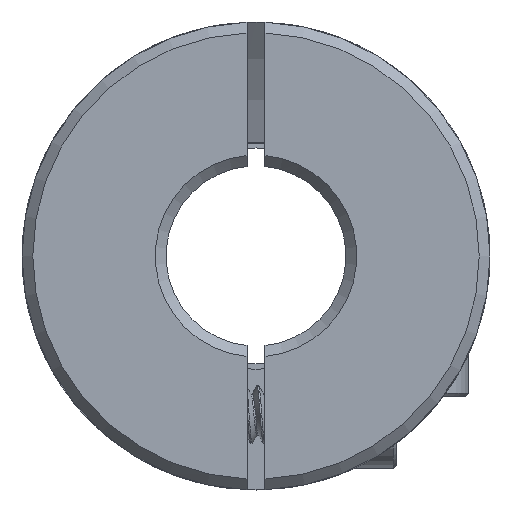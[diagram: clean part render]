
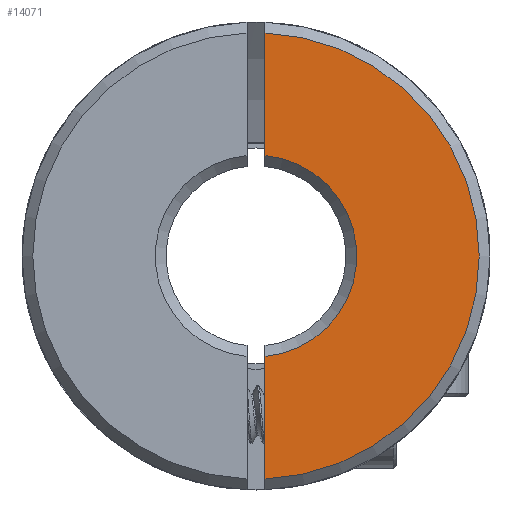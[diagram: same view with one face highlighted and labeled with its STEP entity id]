
A CAD part, front view. The second image highlights one B-rep face of the part: STEP entity #14071.
In plain terms, the highlighted planar face has unit normal (0, -1, 0).
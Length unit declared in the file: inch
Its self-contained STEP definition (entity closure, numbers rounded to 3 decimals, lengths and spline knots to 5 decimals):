
#694 = PLANE ( 'NONE',  #4423 ) ;
#1044 = VECTOR ( 'NONE', #3557, 39.37008 ) ;
#1640 = CIRCLE ( 'NONE', #13627, 0.11024 ) ;
#2021 = VERTEX_POINT ( 'NONE', #8136 ) ;
#2128 = ORIENTED_EDGE ( 'NONE', *, *, #8967, .F. ) ;
#2521 = EDGE_CURVE ( 'NONE', #6791, #8050, #8550, .T. ) ;
#2760 = AXIS2_PLACEMENT_3D ( 'NONE', #7900, #6806, #9049 ) ;
#3080 = DIRECTION ( 'NONE',  ( 0., 0., -1. ) ) ;
#3538 = ORIENTED_EDGE ( 'NONE', *, *, #13918, .T. ) ;
#3557 = DIRECTION ( 'NONE',  ( 0., 0., -1. ) ) ;
#4022 = DIRECTION ( 'NONE',  ( 0., 1., 0. ) ) ;
#4121 = VERTEX_POINT ( 'NONE', #13919 ) ;
#4423 = AXIS2_PLACEMENT_3D ( 'NONE', #13900, #4022, #12007 ) ;
#4522 = EDGE_CURVE ( 'NONE', #4121, #2021, #11051, .T. ) ;
#5156 = CARTESIAN_POINT ( 'NONE',  ( 0.00984, 0., 0.1098 ) ) ;
#5520 = CIRCLE ( 'NONE', #2760, 0.24409 ) ;
#5707 = CARTESIAN_POINT ( 'NONE',  ( 0.00984, 0., 0. ) ) ;
#6791 = VERTEX_POINT ( 'NONE', #8350 ) ;
#6806 = DIRECTION ( 'NONE',  ( 0., 1., 0. ) ) ;
#7712 = DIRECTION ( 'NONE',  ( 0., 1., 0. ) ) ;
#7900 = CARTESIAN_POINT ( 'NONE',  ( 0., 0., 0. ) ) ;
#8050 = VERTEX_POINT ( 'NONE', #5156 ) ;
#8136 = CARTESIAN_POINT ( 'NONE',  ( 0.00984, 0., -0.2439 ) ) ;
#8350 = CARTESIAN_POINT ( 'NONE',  ( 0.00984, 0., 0.2439 ) ) ;
#8550 = LINE ( 'NONE', #12810, #10560 ) ;
#8967 = EDGE_CURVE ( 'NONE', #6791, #2021, #5520, .T. ) ;
#9049 = DIRECTION ( 'NONE',  ( 0., 0., 1. ) ) ;
#9145 = ORIENTED_EDGE ( 'NONE', *, *, #2521, .T. ) ;
#9462 = EDGE_LOOP ( 'NONE', ( #9145, #3538, #13672, #2128 ) ) ;
#10560 = VECTOR ( 'NONE', #3080, 39.37008 ) ;
#10575 = FACE_OUTER_BOUND ( 'NONE', #9462, .T. ) ;
#11051 = LINE ( 'NONE', #5707, #1044 ) ;
#12007 = DIRECTION ( 'NONE',  ( 0., 0., 1. ) ) ;
#12114 = DIRECTION ( 'NONE',  ( 0., 0., 1. ) ) ;
#12810 = CARTESIAN_POINT ( 'NONE',  ( 0.00984, 0., 0. ) ) ;
#13276 = CARTESIAN_POINT ( 'NONE',  ( 0., 0., 0. ) ) ;
#13627 = AXIS2_PLACEMENT_3D ( 'NONE', #13276, #7712, #12114 ) ;
#13672 = ORIENTED_EDGE ( 'NONE', *, *, #4522, .T. ) ;
#13900 = CARTESIAN_POINT ( 'NONE',  ( 0., 0., 0. ) ) ;
#13918 = EDGE_CURVE ( 'NONE', #8050, #4121, #1640, .T. ) ;
#13919 = CARTESIAN_POINT ( 'NONE',  ( 0.00984, 0., -0.1098 ) ) ;
#14071 = ADVANCED_FACE ( 'NONE', ( #10575 ), #694, .F. ) ;
